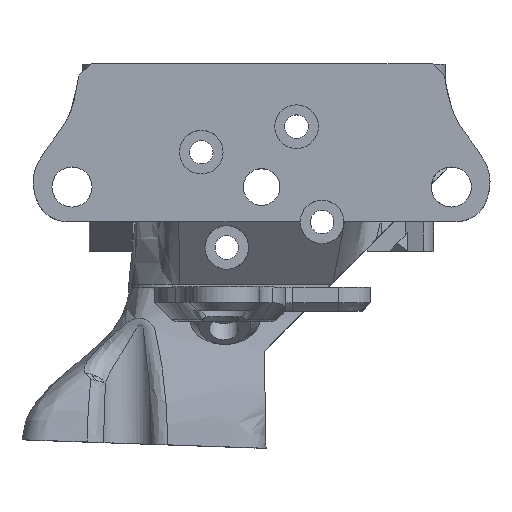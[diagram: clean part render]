
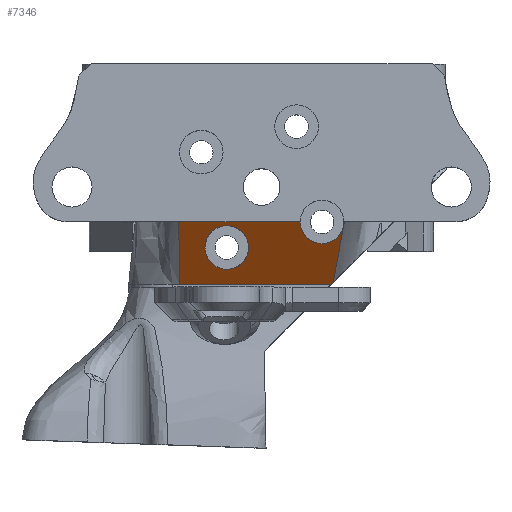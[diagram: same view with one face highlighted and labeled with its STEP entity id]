
A CAD part, top view. The second image highlights one B-rep face of the part: STEP entity #7346.
In plain terms, the highlighted face is planar.
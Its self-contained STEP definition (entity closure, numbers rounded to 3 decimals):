
#120=FACE_BOUND('',#1541,.T.);
#169=ELLIPSE('',#7834,3.208,2.5);
#170=ELLIPSE('',#7839,3.208,2.5);
#819=PLANE('',#7849);
#1119=FACE_OUTER_BOUND('',#1540,.T.);
#1540=EDGE_LOOP('',(#6357,#6358,#6359,#6360,#6361,#6362,#6363));
#1541=EDGE_LOOP('',(#6364));
#1760=LINE('',#10267,#2226);
#1978=LINE('',#17160,#2444);
#1986=LINE('',#17207,#2452);
#2033=LINE('',#18994,#2499);
#2034=LINE('',#18995,#2500);
#2035=LINE('',#18996,#2501);
#2226=VECTOR('',#8214,10.);
#2444=VECTOR('',#8836,9.274);
#2452=VECTOR('',#8866,10.);
#2499=VECTOR('',#9051,10.);
#2500=VECTOR('',#9052,10.);
#2501=VECTOR('',#9053,9.176);
#2943=VERTEX_POINT('',#10251);
#2944=VERTEX_POINT('',#10266);
#3367=VERTEX_POINT('',#17011);
#3369=VERTEX_POINT('',#17206);
#3423=VERTEX_POINT('',#18924);
#3429=VERTEX_POINT('',#18965);
#3432=VERTEX_POINT('',#18974);
#3433=VERTEX_POINT('',#18975);
#3722=EDGE_CURVE('',#2944,#2943,#1760,.T.);
#4343=EDGE_CURVE('',#3367,#2943,#1978,.T.);
#4354=EDGE_CURVE('',#2944,#3369,#1986,.T.);
#4450=EDGE_CURVE('',#3429,#3429,#169,.T.);
#4454=EDGE_CURVE('',#3432,#3433,#170,.T.);
#4463=EDGE_CURVE('',#3432,#3367,#2033,.T.);
#4464=EDGE_CURVE('',#3423,#3433,#2034,.T.);
#4465=EDGE_CURVE('',#3423,#3369,#2035,.T.);
#6357=ORIENTED_EDGE('',*,*,#3722,.T.);
#6358=ORIENTED_EDGE('',*,*,#4343,.F.);
#6359=ORIENTED_EDGE('',*,*,#4463,.F.);
#6360=ORIENTED_EDGE('',*,*,#4454,.T.);
#6361=ORIENTED_EDGE('',*,*,#4464,.F.);
#6362=ORIENTED_EDGE('',*,*,#4465,.T.);
#6363=ORIENTED_EDGE('',*,*,#4354,.F.);
#6364=ORIENTED_EDGE('',*,*,#4450,.T.);
#7346=ADVANCED_FACE('',(#1119,#120),#819,.F.);
#7834=AXIS2_PLACEMENT_3D('',#18966,#9016,#9017);
#7839=AXIS2_PLACEMENT_3D('',#18976,#9027,#9028);
#7849=AXIS2_PLACEMENT_3D('',#18993,#9049,#9050);
#8214=DIRECTION('',(-0.84,0.225,0.494));
#8836=DIRECTION('',(0.74,0.26,-0.62));
#8866=DIRECTION('',(0.5,-0.866,0.));
#9016=DIRECTION('center_axis',(-0.543,-0.313,-0.779));
#9017=DIRECTION('ref_axis',(0.675,0.39,-0.627));
#9027=DIRECTION('center_axis',(-0.543,-0.313,-0.779));
#9028=DIRECTION('ref_axis',(0.675,0.39,-0.627));
#9049=DIRECTION('center_axis',(-0.543,-0.313,-0.779));
#9050=DIRECTION('ref_axis',(0.5,-0.866,0.));
#9051=DIRECTION('',(-0.5,0.866,0.));
#9052=DIRECTION('',(-0.5,0.866,0.));
#9053=DIRECTION('',(0.671,0.396,-0.627));
#10251=CARTESIAN_POINT('',(5.388,12.619,45.949));
#10266=CARTESIAN_POINT('',(5.725,12.529,45.75));
#10267=CARTESIAN_POINT('',(4.55,12.844,46.442));
#17011=CARTESIAN_POINT('',(-1.242,10.295,51.5));
#17160=CARTESIAN_POINT('',(-1.242,10.295,51.5));
#17206=CARTESIAN_POINT('',(14.415,-2.524,45.75));
#17207=CARTESIAN_POINT('',(4.575,14.52,45.75));
#18924=CARTESIAN_POINT('',(8.258,-6.159,51.5));
#18965=CARTESIAN_POINT('',(9.294,-2.097,49.145));
#18966=CARTESIAN_POINT('Origin',(8.044,0.068,49.145));
#18974=CARTESIAN_POINT('',(-1.206,10.233,51.5));
#18975=CARTESIAN_POINT('',(1.294,5.903,51.5));
#18976=CARTESIAN_POINT('Origin',(0.044,8.068,51.5));
#18993=CARTESIAN_POINT('Origin',(8.258,-6.159,51.5));
#18994=CARTESIAN_POINT('',(14.458,-16.898,51.5));
#18995=CARTESIAN_POINT('',(14.458,-16.898,51.5));
#18996=CARTESIAN_POINT('',(8.258,-6.159,51.5));
